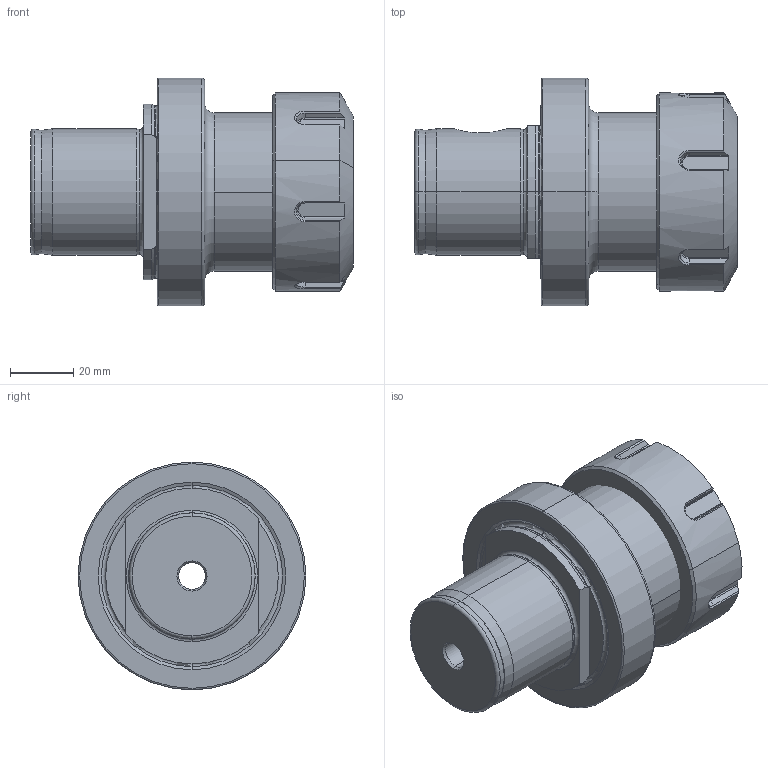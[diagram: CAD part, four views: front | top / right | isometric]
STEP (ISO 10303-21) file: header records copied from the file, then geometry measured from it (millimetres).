
FILE_DESCRIPTION (( 'STEP AP203' ), '1' );
FILE_NAME ('342.720.040.STEP', '2019-01-23T07:11:25', ( 'SWIAdmin' ), ( 'Hewlett-Packard Company' ), 'SwSTEP 2.0', 'SolidWorks 2017', '' );
FILE_SCHEMA (( 'CONFIG_CONTROL_DESIGN' ));
Length unit declared in the file: millimetre
Products named in the file (3): MB7-E40.K01.062_C; E40-ER1.001.025; 342.720.040
Assembly tree (2 placements, depth 2):
  342.720.040
    MB7-E40.K01.062_C
    E40-ER1.001.025
Bounding box: 102 x 72 x 72 mm (x, y, z)
Volume: 172869.2 mm3; surface area: 39330.3 mm2
Topology: 2 solids, 2 shells, 166 faces, 393 edges, 234 vertices
Faces by surface type: plane 62, cone 49, torus 28, cylinder 27
Entity records: 5566 total; most frequent: CARTESIAN_POINT 1448, DIRECTION 837, ORIENTED_EDGE 786, EDGE_CURVE 393, AXIS2_PLACEMENT_3D 341, VERTEX_POINT 234, EDGE_LOOP 175, CIRCLE 170
